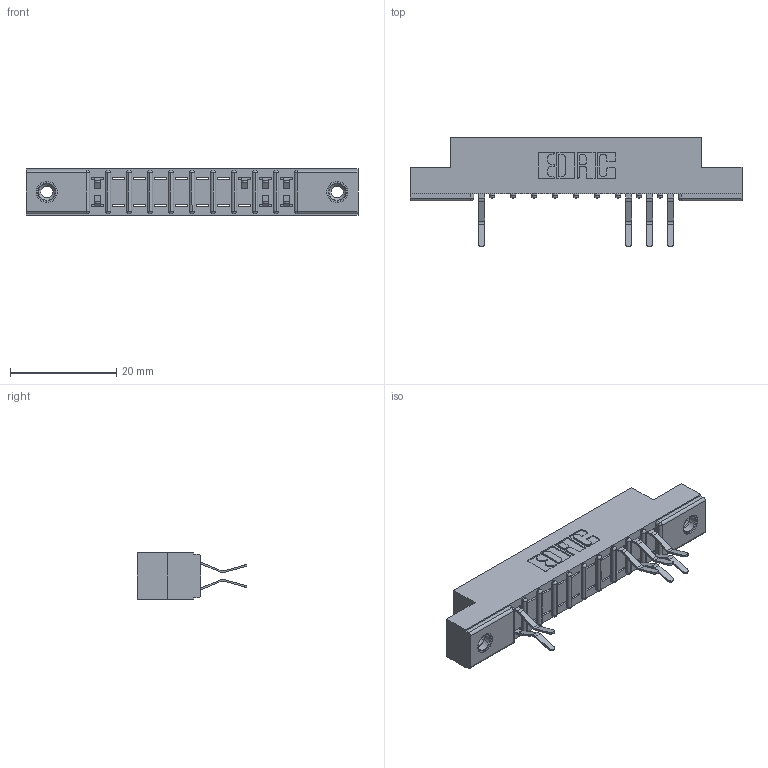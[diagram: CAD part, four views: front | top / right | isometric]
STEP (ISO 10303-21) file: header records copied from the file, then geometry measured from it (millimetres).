
FILE_DESCRIPTION (( 'STEP AP203' ), '1' );
FILE_NAME ('307-020-560-208.STEP', '2018-08-04T02:04:40', ( '' ), ( '' ), 'SwSTEP 2.0', 'SolidWorks 2016', '' );
FILE_SCHEMA (( 'CONFIG_CONTROL_DESIGN' ));
Length unit declared in the file: inch
Products named in the file (4): 307-290-001_560; 345-250-001_345-250-003-102; 307-020-560-208; 307 Part_.156 Dia Mounting Holes
Assembly tree (10 placements, depth 2):
  307-020-560-208
    307 Part_.156 Dia Mounting Holes
    307-290-001_560  x7
    345-250-001_345-250-003-102  x2
Bounding box: 62.64 x 20.73 x 8.71 mm (x, y, z)
Volume: 3932.3 mm3; surface area: 5400.3 mm2
Topology: 10 solids, 10 shells, 669 faces, 1869 edges, 1198 vertices
Faces by surface type: plane 411, cylinder 220, sphere 22, cone 12, torus 4
Entity records: 13711 total; most frequent: CARTESIAN_POINT 2292, ORIENTED_EDGE 2274, DIRECTION 2255, EDGE_CURVE 1137, LINE 857, VECTOR 857, VERTEX_POINT 736, AXIS2_PLACEMENT_3D 699
